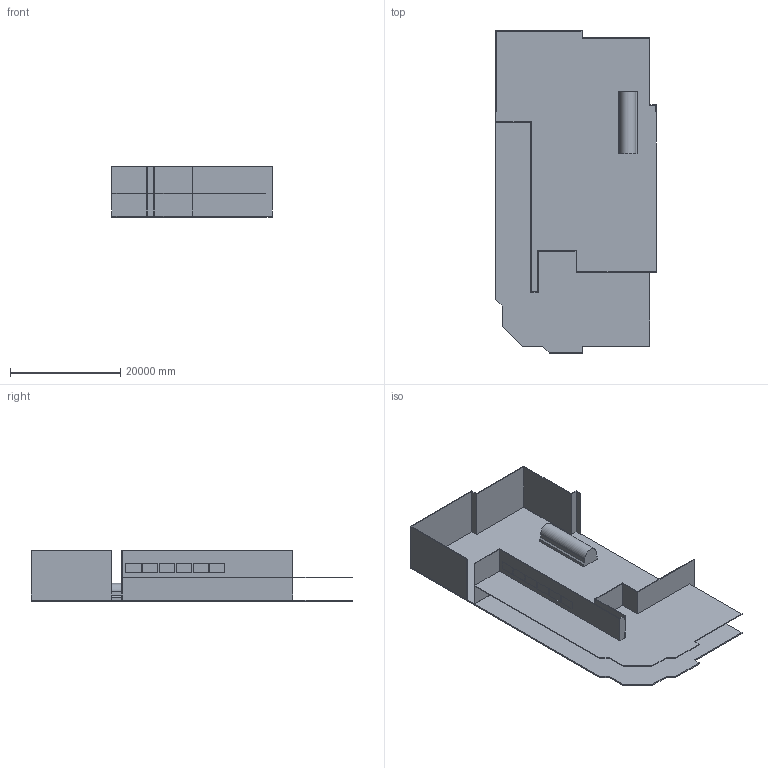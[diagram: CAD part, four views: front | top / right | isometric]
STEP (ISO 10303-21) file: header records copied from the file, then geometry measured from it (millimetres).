
FILE_DESCRIPTION(('FreeCAD Model'),'2;1');
FILE_NAME('Open CASCADE Shape Model','2025-02-26T13:36:35',(''),(''), 'Open CASCADE STEP processor 7.7','FreeCAD','Unknown');
FILE_SCHEMA(('AUTOMOTIVE_DESIGN { 1 0 10303 214 1 1 1 1 }'));
Length unit declared in the file: millimetre
Products named in the file (23): DetailedArcWithFloorPlan; BeamDumpAssembly; W_Plate; HDPE_Block_02; Pb_Block; HDPE_Block_01; ConcreteVault; Arc; Building; FirstFloor; SecondFloor; FirstFloorWalls; SecondFloorWalls; Glass; Glass001; Glass002; Glass003; Glass004; Glass005; Glass006; VacuumChamberAssembly; VacuumChamber; Window
Assembly tree (22 placements, depth 4):
  DetailedArcWithFloorPlan
    BeamDumpAssembly
      W_Plate
      HDPE_Block_02
      Pb_Block
      HDPE_Block_01
    ConcreteVault
      Arc
    Building
      FirstFloor
      SecondFloor
      FirstFloorWalls
      SecondFloorWalls
      Glass
        Glass001
        Glass002
        Glass003
        Glass004
        Glass005
        Glass006
    VacuumChamberAssembly
      VacuumChamber
      Window
Bounding box: 29260.8 x 58521.6 x 9254 mm (x, y, z)
Volume: 681670608525.9 mm3; surface area: 7056120659.7 mm2
Topology: 17 solids, 18 shells, 219 faces, 528 edges, 352 vertices
Faces by surface type: plane 215, cylinder 4
Full cylindrical faces by diameter (mm): 199.2 x1, 200 x1
Entity records: 6849 total; most frequent: CARTESIAN_POINT 1122, ORIENTED_EDGE 1056, DIRECTION 1020, EDGE_CURVE 528, LINE 520, VECTOR 520, VERTEX_POINT 352, AXIS2_PLACEMENT_3D 250
